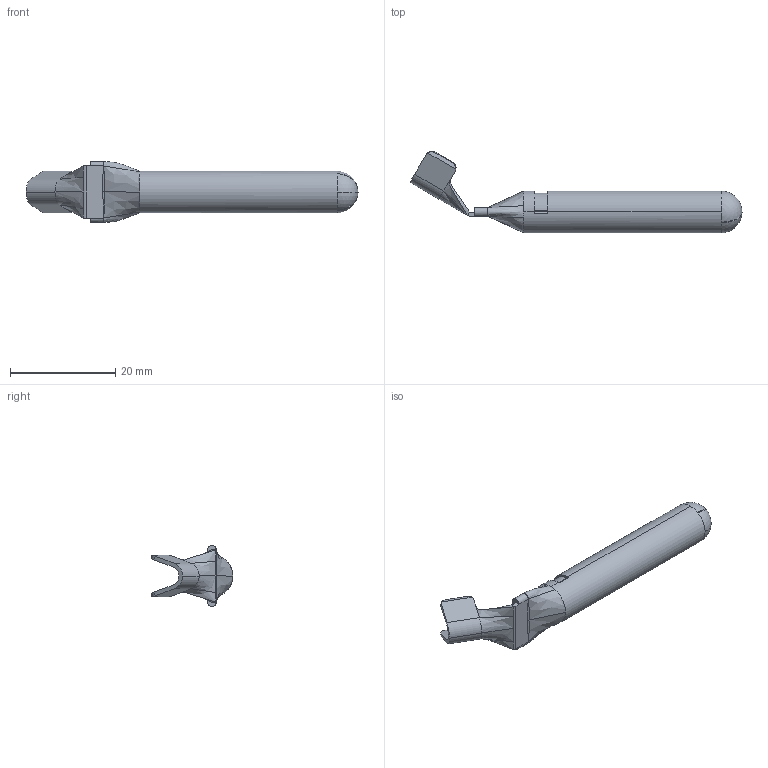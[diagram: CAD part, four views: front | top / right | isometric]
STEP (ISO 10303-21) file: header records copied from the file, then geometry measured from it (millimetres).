
FILE_DESCRIPTION (( 'STEP AP203' ), '1' );
FILE_NAME ('82031.STEP', '2015-01-20T13:31:24', ( '' ), ( '' ), 'SwSTEP 2.0', 'SolidWorks 2014', '' );
FILE_SCHEMA (( 'CONFIG_CONTROL_DESIGN' ));
Length unit declared in the file: inch
Products named in the file (1): 82031
Bounding box: 62.99 x 15.49 x 11.56 mm (x, y, z)
Volume: 985.6 mm3; surface area: 2763.5 mm2
Topology: 1 solids, 1 shells, 203 faces, 517 edges, 305 vertices
Faces by surface type: plane 75, cylinder 62, bspline 37, cone 21, sphere 8
Entity records: 7330 total; most frequent: CARTESIAN_POINT 2568, ORIENTED_EDGE 1012, DIRECTION 952, EDGE_CURVE 506, AXIS2_PLACEMENT_3D 331, VERTEX_POINT 305, VECTOR 290, LINE 290
